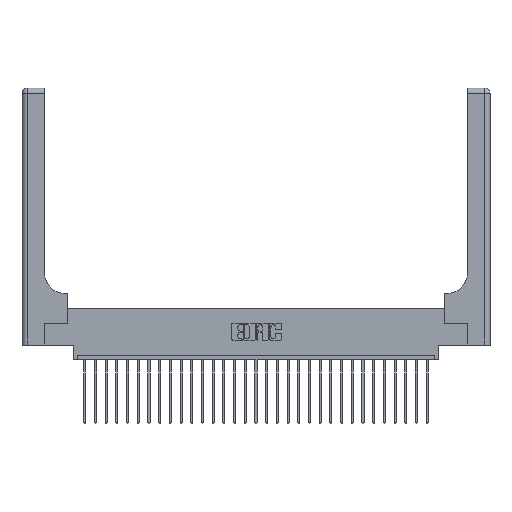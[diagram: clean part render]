
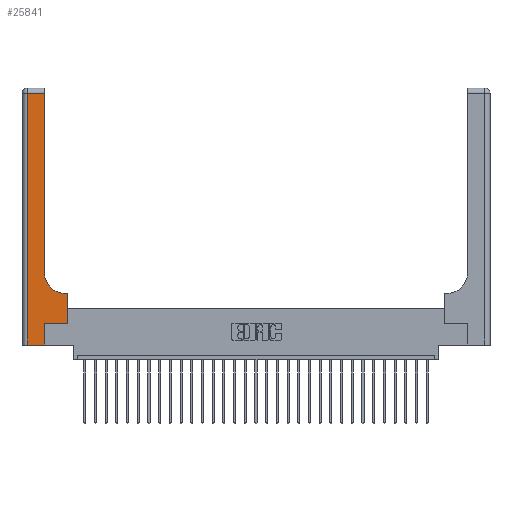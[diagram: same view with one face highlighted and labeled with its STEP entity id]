
A CAD part, top view. The second image highlights one B-rep face of the part: STEP entity #25841.
In plain terms, the highlighted planar face has unit normal (0, 0, 1).
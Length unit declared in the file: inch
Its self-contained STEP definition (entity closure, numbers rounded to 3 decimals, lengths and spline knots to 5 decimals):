
#47 = EDGE_CURVE ( 'NONE', #23214, #4199, #14512, .T. ) ;
#305 = VERTEX_POINT ( 'NONE', #19384 ) ;
#373 = CARTESIAN_POINT ( 'NONE',  ( 0.51, 0.85, 0.37 ) ) ;
#477 = LINE ( 'NONE', #9078, #14016 ) ;
#651 = ORIENTED_EDGE ( 'NONE', *, *, #12445, .T. ) ;
#902 = VECTOR ( 'NONE', #5384, 39.37008 ) ;
#1456 = EDGE_CURVE ( 'NONE', #3321, #26551, #7747, .T. ) ;
#1692 = CARTESIAN_POINT ( 'NONE',  ( 0.528, 0.6, 0.37 ) ) ;
#1767 = VERTEX_POINT ( 'NONE', #26355 ) ;
#1897 = CARTESIAN_POINT ( 'NONE',  ( 0.265, 0., 0.37 ) ) ;
#2051 = DIRECTION ( 'NONE',  ( -1., 0., 0. ) ) ;
#2209 = CARTESIAN_POINT ( 'NONE',  ( 0.265, 0.25, 0.37 ) ) ;
#3321 = VERTEX_POINT ( 'NONE', #1897 ) ;
#3785 = VERTEX_POINT ( 'NONE', #19130 ) ;
#3932 = CARTESIAN_POINT ( 'NONE',  ( 0.265, 0.25, 0.37 ) ) ;
#4079 = VECTOR ( 'NONE', #5912, 39.37008 ) ;
#4199 = VERTEX_POINT ( 'NONE', #12416 ) ;
#4367 = CARTESIAN_POINT ( 'NONE',  ( 0., 0., 0.37 ) ) ;
#4376 = LINE ( 'NONE', #13385, #6002 ) ;
#4501 = DIRECTION ( 'NONE',  ( 1., 0., 0. ) ) ;
#5135 = EDGE_CURVE ( 'NONE', #26551, #1767, #21252, .T. ) ;
#5384 = DIRECTION ( 'NONE',  ( -1., 0., 0. ) ) ;
#5912 = DIRECTION ( 'NONE',  ( 0., -1., 0. ) ) ;
#5985 = AXIS2_PLACEMENT_3D ( 'NONE', #6363, #12597, #2051 ) ;
#6002 = VECTOR ( 'NONE', #10895, 39.37008 ) ;
#6363 = CARTESIAN_POINT ( 'NONE',  ( 0., 3., 0.37 ) ) ;
#6451 = LINE ( 'NONE', #4367, #19648 ) ;
#7328 = CARTESIAN_POINT ( 'NONE',  ( 0.26, 0.6, 0.37 ) ) ;
#7747 = LINE ( 'NONE', #26657, #10152 ) ;
#8643 = EDGE_CURVE ( 'NONE', #305, #21254, #477, .T. ) ;
#9078 = CARTESIAN_POINT ( 'NONE',  ( 0.26, 3., 0.37 ) ) ;
#10063 = CARTESIAN_POINT ( 'NONE',  ( 0.06, 2.94, 0.37 ) ) ;
#10101 = FACE_OUTER_BOUND ( 'NONE', #13411, .T. ) ;
#10152 = VECTOR ( 'NONE', #16229, 39.37008 ) ;
#10169 = DIRECTION ( 'NONE',  ( 0., 1., 0. ) ) ;
#10895 = DIRECTION ( 'NONE',  ( -1., 0., 0. ) ) ;
#11072 = AXIS2_PLACEMENT_3D ( 'NONE', #373, #15497, #13004 ) ;
#11199 = ORIENTED_EDGE ( 'NONE', *, *, #18341, .T. ) ;
#12416 = CARTESIAN_POINT ( 'NONE',  ( 0.06, 0., 0.37 ) ) ;
#12445 = EDGE_CURVE ( 'NONE', #3785, #305, #23056, .T. ) ;
#12597 = DIRECTION ( 'NONE',  ( 0., 0., -1. ) ) ;
#13004 = DIRECTION ( 'NONE',  ( 1., 0., 0. ) ) ;
#13385 = CARTESIAN_POINT ( 'NONE',  ( 0., 2.94, 0.37 ) ) ;
#13411 = EDGE_LOOP ( 'NONE', ( #13711, #22457, #25618, #16868, #26452, #16212, #26302, #11199, #651 ) ) ;
#13711 = ORIENTED_EDGE ( 'NONE', *, *, #8643, .T. ) ;
#14016 = VECTOR ( 'NONE', #23814, 39.37008 ) ;
#14229 = VECTOR ( 'NONE', #10169, 39.37008 ) ;
#14512 = LINE ( 'NONE', #18560, #4079 ) ;
#15281 = EDGE_CURVE ( 'NONE', #1767, #15459, #16290, .T. ) ;
#15459 = VERTEX_POINT ( 'NONE', #1692 ) ;
#15497 = DIRECTION ( 'NONE',  ( 0., 0., -1. ) ) ;
#16212 = ORIENTED_EDGE ( 'NONE', *, *, #5135, .T. ) ;
#16229 = DIRECTION ( 'NONE',  ( 0., 1., 0. ) ) ;
#16290 = LINE ( 'NONE', #24768, #14229 ) ;
#16868 = ORIENTED_EDGE ( 'NONE', *, *, #23425, .T. ) ;
#17203 = CARTESIAN_POINT ( 'NONE',  ( 0.26, 2.94, 0.37 ) ) ;
#18341 = EDGE_CURVE ( 'NONE', #15459, #3785, #20522, .T. ) ;
#18560 = CARTESIAN_POINT ( 'NONE',  ( 0.06, 3., 0.37 ) ) ;
#19130 = CARTESIAN_POINT ( 'NONE',  ( 0.51, 0.6, 0.37 ) ) ;
#19384 = CARTESIAN_POINT ( 'NONE',  ( 0.26, 0.85, 0.37 ) ) ;
#19648 = VECTOR ( 'NONE', #4501, 39.37008 ) ;
#20522 = LINE ( 'NONE', #7328, #902 ) ;
#21252 = LINE ( 'NONE', #2209, #24623 ) ;
#21254 = VERTEX_POINT ( 'NONE', #17203 ) ;
#21516 = DIRECTION ( 'NONE',  ( 1., 0., 0. ) ) ;
#22457 = ORIENTED_EDGE ( 'NONE', *, *, #26277, .T. ) ;
#23056 = CIRCLE ( 'NONE', #11072, 0.25 ) ;
#23214 = VERTEX_POINT ( 'NONE', #10063 ) ;
#23425 = EDGE_CURVE ( 'NONE', #4199, #3321, #6451, .T. ) ;
#23814 = DIRECTION ( 'NONE',  ( 0., 1., 0. ) ) ;
#24623 = VECTOR ( 'NONE', #21516, 39.37008 ) ;
#24768 = CARTESIAN_POINT ( 'NONE',  ( 0.528, 0.25, 0.37 ) ) ;
#24981 = PLANE ( 'NONE',  #5985 ) ;
#25618 = ORIENTED_EDGE ( 'NONE', *, *, #47, .T. ) ;
#25841 = ADVANCED_FACE ( 'NONE', ( #10101 ), #24981, .F. ) ;
#26277 = EDGE_CURVE ( 'NONE', #21254, #23214, #4376, .T. ) ;
#26302 = ORIENTED_EDGE ( 'NONE', *, *, #15281, .T. ) ;
#26355 = CARTESIAN_POINT ( 'NONE',  ( 0.528, 0.25, 0.37 ) ) ;
#26452 = ORIENTED_EDGE ( 'NONE', *, *, #1456, .T. ) ;
#26551 = VERTEX_POINT ( 'NONE', #3932 ) ;
#26657 = CARTESIAN_POINT ( 'NONE',  ( 0.265, 0., 0.37 ) ) ;
